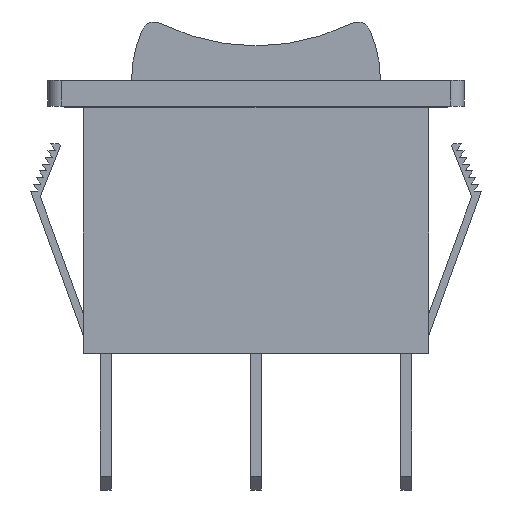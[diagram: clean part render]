
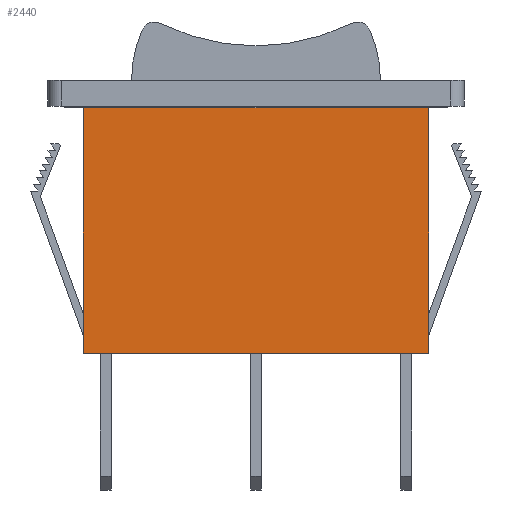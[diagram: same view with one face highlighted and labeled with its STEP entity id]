
A CAD part, front view. The second image highlights one B-rep face of the part: STEP entity #2440.
In plain terms, the highlighted planar face has unit normal (0, -1, 0).
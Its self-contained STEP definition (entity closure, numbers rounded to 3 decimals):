
#105=ORIENTED_EDGE('',*,*,#598,.T.);
#106=ORIENTED_EDGE('',*,*,#579,.T.);
#107=ORIENTED_EDGE('',*,*,#604,.T.);
#108=ORIENTED_EDGE('',*,*,#572,.T.);
#572=EDGE_CURVE('',#821,#824,#996,.T.);
#579=EDGE_CURVE('',#832,#831,#1003,.T.);
#598=EDGE_CURVE('',#824,#832,#1022,.T.);
#604=EDGE_CURVE('',#831,#821,#1028,.T.);
#821=VERTEX_POINT('',#3142);
#824=VERTEX_POINT('',#3147);
#831=VERTEX_POINT('',#3162);
#832=VERTEX_POINT('',#3164);
#996=LINE('',#3148,#1218);
#1003=LINE('',#3163,#1225);
#1022=LINE('',#3200,#1244);
#1028=LINE('',#3211,#1250);
#1218=VECTOR('',#2670,1000.);
#1225=VECTOR('',#2679,1000.);
#1244=VECTOR('',#2700,1000.);
#1250=VECTOR('',#2708,1000.);
#1447=EDGE_LOOP('',(#105,#106,#107,#108));
#1569=FACE_BOUND('',#1447,.T.);
#1685=PLANE('',#2541);
#2440=ADVANCED_FACE('',(#1569),#1685,.T.);
#2541=AXIS2_PLACEMENT_3D('',#3212,#2709,#2710);
#2670=DIRECTION('',(-1.,0.,0.));
#2679=DIRECTION('',(1.,0.,0.));
#2700=DIRECTION('',(0.,0.,-1.));
#2708=DIRECTION('',(0.,0.,1.));
#2709=DIRECTION('',(0.,-1.,0.));
#2710=DIRECTION('',(0.,0.,-1.));
#3142=CARTESIAN_POINT('',(12.65,-5.,-1.));
#3147=CARTESIAN_POINT('',(-12.65,-5.,-1.));
#3148=CARTESIAN_POINT('',(12.65,-5.,-1.));
#3162=CARTESIAN_POINT('',(12.65,-5.,-19.));
#3163=CARTESIAN_POINT('',(-12.65,-5.,-19.));
#3164=CARTESIAN_POINT('',(-12.65,-5.,-19.));
#3200=CARTESIAN_POINT('',(-12.65,-5.,-1.));
#3211=CARTESIAN_POINT('',(12.65,-5.,-19.));
#3212=CARTESIAN_POINT('',(0.,-5.,0.));
